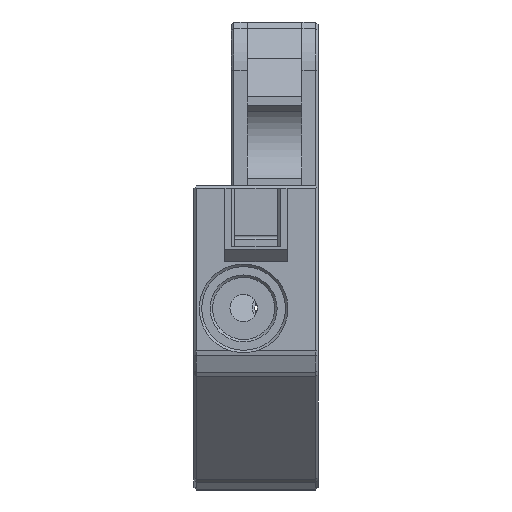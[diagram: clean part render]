
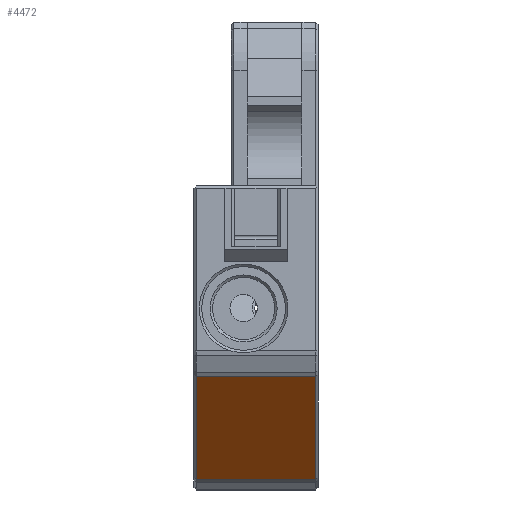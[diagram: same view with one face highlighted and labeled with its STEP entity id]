
A CAD part, left-side view. The second image highlights one B-rep face of the part: STEP entity #4472.
In plain terms, the highlighted planar face has unit normal (-0.707, 0, -0.707).
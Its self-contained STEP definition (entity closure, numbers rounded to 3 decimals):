
#212=PLANE('',#4774);
#457=FACE_OUTER_BOUND('',#719,.T.);
#719=EDGE_LOOP('',(#3850,#3851,#3852,#3853));
#1173=LINE('',#7044,#1749);
#1250=LINE('',#7227,#1826);
#1252=LINE('',#7231,#1828);
#1253=LINE('',#7232,#1829);
#1749=VECTOR('',#5558,10.);
#1826=VECTOR('',#5717,10.);
#1828=VECTOR('',#5721,10.);
#1829=VECTOR('',#5722,10.);
#2278=VERTEX_POINT('',#7036);
#2280=VERTEX_POINT('',#7042);
#2327=VERTEX_POINT('',#7226);
#2328=VERTEX_POINT('',#7230);
#2798=EDGE_CURVE('',#2280,#2278,#1173,.T.);
#2884=EDGE_CURVE('',#2278,#2327,#1250,.T.);
#2886=EDGE_CURVE('',#2280,#2328,#1252,.T.);
#2887=EDGE_CURVE('',#2327,#2328,#1253,.T.);
#3850=ORIENTED_EDGE('',*,*,#2798,.F.);
#3851=ORIENTED_EDGE('',*,*,#2886,.T.);
#3852=ORIENTED_EDGE('',*,*,#2887,.F.);
#3853=ORIENTED_EDGE('',*,*,#2884,.F.);
#4472=ADVANCED_FACE('',(#457),#212,.T.);
#4774=AXIS2_PLACEMENT_3D('',#7229,#5719,#5720);
#5558=DIRECTION('',(0.707,0.,-0.707));
#5717=DIRECTION('',(0.,1.,0.));
#5719=DIRECTION('center_axis',(-0.707,0.,-0.707));
#5720=DIRECTION('ref_axis',(-0.707,0.,0.707));
#5721=DIRECTION('',(0.,1.,0.));
#5722=DIRECTION('',(-0.707,0.,0.707));
#7036=CARTESIAN_POINT('',(-81.697,0.4,1.697));
#7042=CARTESIAN_POINT('',(-98.303,0.4,18.303));
#7044=CARTESIAN_POINT('',(-70.274,0.4,-9.726));
#7226=CARTESIAN_POINT('',(-81.697,19.6,1.697));
#7227=CARTESIAN_POINT('',(-81.697,0.,1.697));
#7229=CARTESIAN_POINT('Origin',(-81.697,0.,1.697));
#7230=CARTESIAN_POINT('',(-98.303,19.6,18.303));
#7231=CARTESIAN_POINT('',(-98.303,0.,18.303));
#7232=CARTESIAN_POINT('',(-70.274,19.6,-9.726));
